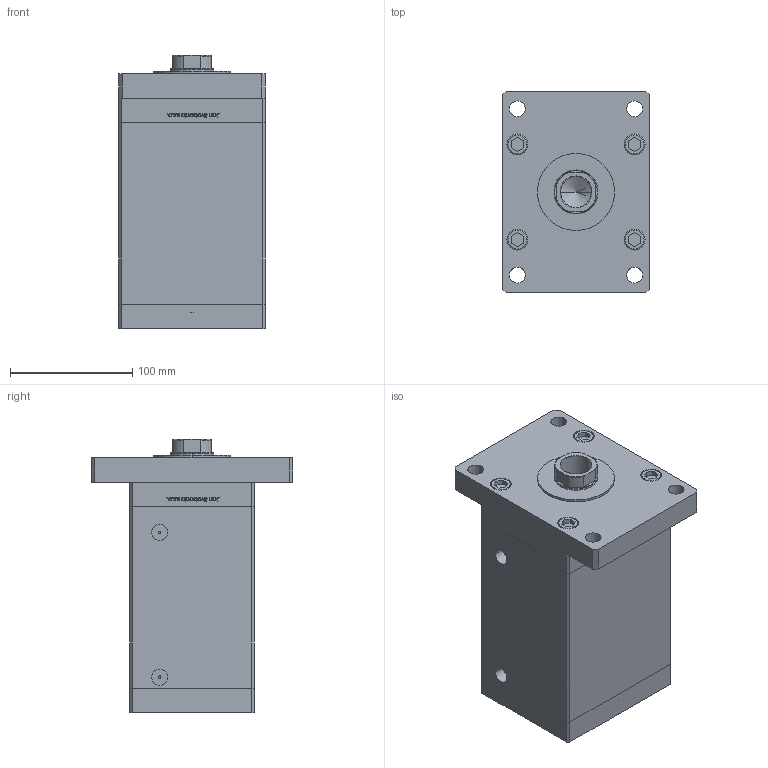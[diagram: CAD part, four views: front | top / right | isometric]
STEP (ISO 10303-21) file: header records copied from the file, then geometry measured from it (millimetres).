
FILE_DESCRIPTION (( 'STEP AP203' ), '1' );
FILE_NAME ('6eb1.STEP', '2024-01-09T01:49:53', ( '' ), ( '' ), 'SwSTEP 2.0', 'SolidWorks 2019', '' );
FILE_SCHEMA (( 'CONFIG_CONTROL_DESIGN' ));
Length unit declared in the file: millimetre
Products named in the file (7): 6eb1; V220C_F d0f6ce3e4692e68239f748cf7c64c3a0; V220C_F_MIDDLE d0f6ce3e4692e68239f748cf7c64c3a0; V220C_FRONT_F d0f6ce3e4692e68239f748cf7c64c3a0; V220C_VC_F d0f6ce3e4692e68239f748cf7c64c3a0; V220C BACK_F d0f6ce3e4692e68239f748cf7c64c3a0; ALLEN BOLT d0f6ce3e4692e68239f748cf7c64c3a0
Assembly tree (19 placements, depth 2):
  6eb1
    V220C BACK_F d0f6ce3e4692e68239f748cf7c64c3a0
    V220C_F_MIDDLE d0f6ce3e4692e68239f748cf7c64c3a0
    V220C_FRONT_F d0f6ce3e4692e68239f748cf7c64c3a0
    V220C_F d0f6ce3e4692e68239f748cf7c64c3a0
    ALLEN BOLT d0f6ce3e4692e68239f748cf7c64c3a0  x14
    V220C_VC_F d0f6ce3e4692e68239f748cf7c64c3a0
Bounding box: 120 x 165 x 223.5 mm (x, y, z)
Volume: 2416640.1 mm3; surface area: 321451.5 mm2
Topology: 19 solids, 19 shells, 1311 faces, 3267 edges, 2135 vertices
Faces by surface type: plane 517, bspline 484, cylinder 188, cone 62, torus 60
Entity records: 53862 total; most frequent: CARTESIAN_POINT 30515, ORIENTED_EDGE 5334, DIRECTION 3103, EDGE_CURVE 2667, VERTEX_POINT 1771, VECTOR 1381, LINE 1381, EDGE_LOOP 1208
